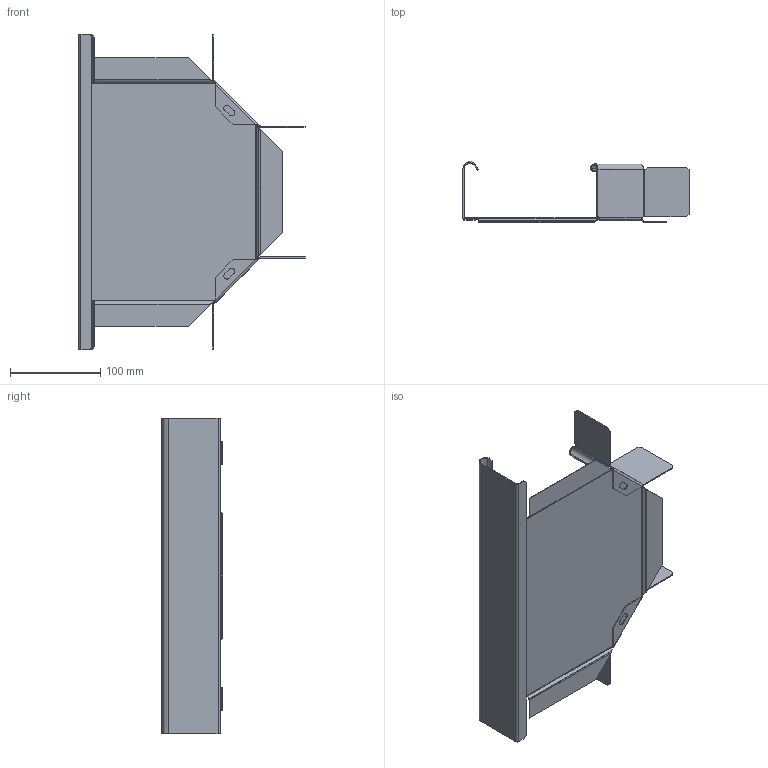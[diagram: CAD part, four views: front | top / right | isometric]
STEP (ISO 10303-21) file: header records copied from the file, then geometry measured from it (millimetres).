
FILE_DESCRIPTION((''),'2;1');
FILE_NAME('6043402_ASM','2012-06-28T',('AndreasKeweloh'),(''),'PRO/ENGINEER BY PARAMETRIC TECHNOLOGY CORPORATION, 2012130','PRO/ENGINEER BY PARAMETRIC TECHNOLOGY CORPORATION, 2012130','');
FILE_SCHEMA(('CONFIG_CONTROL_DESIGN'));
Length unit declared in the file: millimetre
Products named in the file (4): 6043402_1; 6043402_2; 6043402_3; 6043402_ASM
Assembly tree (4 placements, depth 2):
  6043402_ASM
    6043402_1  x2
    6043402_2
    6043402_3
Bounding box: 251.07 x 66.75 x 350 mm (x, y, z)
Volume: 125072.8 mm3; surface area: 225704.7 mm2
Topology: 4 solids, 4 shells, 188 faces, 444 edges, 264 vertices
Faces by surface type: plane 130, cylinder 42, bspline 16
Entity records: 4050 total; most frequent: CARTESIAN_POINT 1065, ORIENTED_EDGE 606, DIRECTION 569, EDGE_CURVE 303, VECTOR 239, LINE 239, VERTEX_POINT 180, AXIS2_PLACEMENT_3D 165
